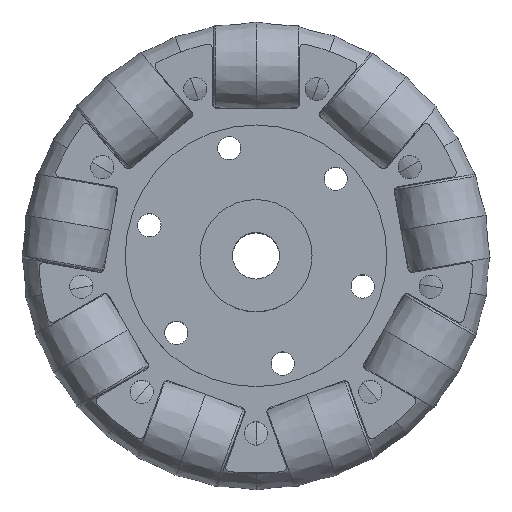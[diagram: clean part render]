
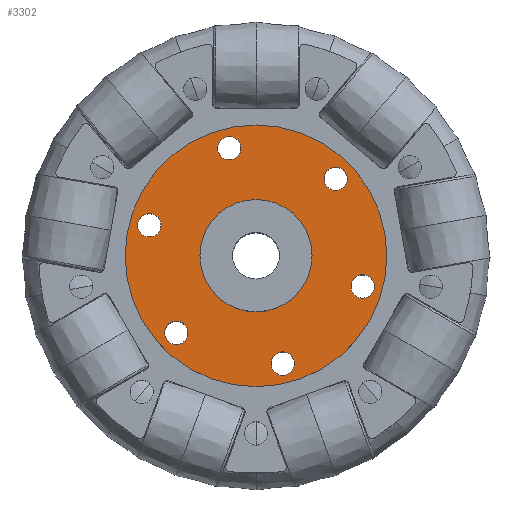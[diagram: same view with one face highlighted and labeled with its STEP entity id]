
A CAD part, top view. The second image highlights one B-rep face of the part: STEP entity #3302.
In plain terms, the highlighted planar face has unit normal (0, 0, 1).
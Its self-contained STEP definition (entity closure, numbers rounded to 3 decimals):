
#207=FACE_BOUND('',#679,.T.);
#208=FACE_BOUND('',#680,.T.);
#209=FACE_BOUND('',#681,.T.);
#210=FACE_BOUND('',#682,.T.);
#211=FACE_BOUND('',#683,.T.);
#212=FACE_BOUND('',#684,.T.);
#213=FACE_BOUND('',#685,.T.);
#284=PLANE('',#3778);
#439=FACE_OUTER_BOUND('',#678,.T.);
#678=EDGE_LOOP('',(#2974));
#679=EDGE_LOOP('',(#2975));
#680=EDGE_LOOP('',(#2976));
#681=EDGE_LOOP('',(#2977));
#682=EDGE_LOOP('',(#2978));
#683=EDGE_LOOP('',(#2979));
#684=EDGE_LOOP('',(#2980));
#685=EDGE_LOOP('',(#2981));
#1331=CIRCLE('',#3752,2.5);
#1333=CIRCLE('',#3755,2.5);
#1335=CIRCLE('',#3758,2.5);
#1337=CIRCLE('',#3761,2.5);
#1339=CIRCLE('',#3764,2.5);
#1341=CIRCLE('',#3767,2.5);
#1343=CIRCLE('',#3770,12.);
#1346=CIRCLE('',#3776,28.);
#1647=VERTEX_POINT('',#5771);
#1649=VERTEX_POINT('',#5777);
#1651=VERTEX_POINT('',#5783);
#1653=VERTEX_POINT('',#5789);
#1655=VERTEX_POINT('',#5795);
#1657=VERTEX_POINT('',#5801);
#1659=VERTEX_POINT('',#5807);
#1662=VERTEX_POINT('',#5818);
#2084=EDGE_CURVE('',#1647,#1647,#1331,.T.);
#2087=EDGE_CURVE('',#1649,#1649,#1333,.T.);
#2090=EDGE_CURVE('',#1651,#1651,#1335,.T.);
#2093=EDGE_CURVE('',#1653,#1653,#1337,.T.);
#2096=EDGE_CURVE('',#1655,#1655,#1339,.T.);
#2099=EDGE_CURVE('',#1657,#1657,#1341,.T.);
#2102=EDGE_CURVE('',#1659,#1659,#1343,.T.);
#2106=EDGE_CURVE('',#1662,#1662,#1346,.T.);
#2974=ORIENTED_EDGE('',*,*,#2106,.T.);
#2975=ORIENTED_EDGE('',*,*,#2084,.T.);
#2976=ORIENTED_EDGE('',*,*,#2087,.T.);
#2977=ORIENTED_EDGE('',*,*,#2090,.T.);
#2978=ORIENTED_EDGE('',*,*,#2093,.T.);
#2979=ORIENTED_EDGE('',*,*,#2096,.T.);
#2980=ORIENTED_EDGE('',*,*,#2099,.T.);
#2981=ORIENTED_EDGE('',*,*,#2102,.T.);
#3302=ADVANCED_FACE('',(#439,#207,#208,#209,#210,#211,#212,#213),#284,.T.);
#3752=AXIS2_PLACEMENT_3D('',#5773,#4781,#4782);
#3755=AXIS2_PLACEMENT_3D('',#5779,#4788,#4789);
#3758=AXIS2_PLACEMENT_3D('',#5785,#4795,#4796);
#3761=AXIS2_PLACEMENT_3D('',#5791,#4802,#4803);
#3764=AXIS2_PLACEMENT_3D('',#5797,#4809,#4810);
#3767=AXIS2_PLACEMENT_3D('',#5803,#4816,#4817);
#3770=AXIS2_PLACEMENT_3D('',#5809,#4823,#4824);
#3776=AXIS2_PLACEMENT_3D('',#5819,#4836,#4837);
#3778=AXIS2_PLACEMENT_3D('',#5823,#4841,#4842);
#4781=DIRECTION('center_axis',(0.,0.,-1.));
#4782=DIRECTION('ref_axis',(-1.,0.,0.));
#4788=DIRECTION('center_axis',(0.,0.,-1.));
#4789=DIRECTION('ref_axis',(-1.,0.,0.));
#4795=DIRECTION('center_axis',(0.,0.,-1.));
#4796=DIRECTION('ref_axis',(-1.,0.,0.));
#4802=DIRECTION('center_axis',(0.,0.,-1.));
#4803=DIRECTION('ref_axis',(-1.,0.,0.));
#4809=DIRECTION('center_axis',(0.,0.,-1.));
#4810=DIRECTION('ref_axis',(-1.,0.,0.));
#4816=DIRECTION('center_axis',(0.,0.,-1.));
#4817=DIRECTION('ref_axis',(-1.,0.,0.));
#4823=DIRECTION('center_axis',(0.,0.,-1.));
#4824=DIRECTION('ref_axis',(-1.,0.,0.));
#4836=DIRECTION('center_axis',(0.,0.,1.));
#4837=DIRECTION('ref_axis',(-1.,0.,0.));
#4841=DIRECTION('center_axis',(0.,0.,1.));
#4842=DIRECTION('ref_axis',(-1.,0.,0.));
#5771=CARTESIAN_POINT('',(76.437,26.237,-67.827));
#5773=CARTESIAN_POINT('Origin',(73.937,26.237,-67.827));
#5777=CARTESIAN_POINT('',(47.865,55.831,-67.827));
#5779=CARTESIAN_POINT('Origin',(45.365,55.831,-67.827));
#5783=CARTESIAN_POINT('',(87.78,65.779,-67.827));
#5785=CARTESIAN_POINT('Origin',(85.28,65.779,-67.827));
#5789=CARTESIAN_POINT('',(64.951,72.327,-67.827));
#5791=CARTESIAN_POINT('Origin',(62.451,72.327,-67.827));
#5795=CARTESIAN_POINT('',(53.608,32.786,-67.827));
#5797=CARTESIAN_POINT('Origin',(51.108,32.786,-67.827));
#5801=CARTESIAN_POINT('',(93.523,42.734,-67.827));
#5803=CARTESIAN_POINT('Origin',(91.023,42.734,-67.827));
#5807=CARTESIAN_POINT('',(80.194,49.282,-67.827));
#5809=CARTESIAN_POINT('Origin',(68.194,49.282,-67.827));
#5818=CARTESIAN_POINT('',(96.194,49.282,-67.827));
#5819=CARTESIAN_POINT('Origin',(68.194,49.282,-67.827));
#5823=CARTESIAN_POINT('Origin',(68.194,49.282,-67.827));
